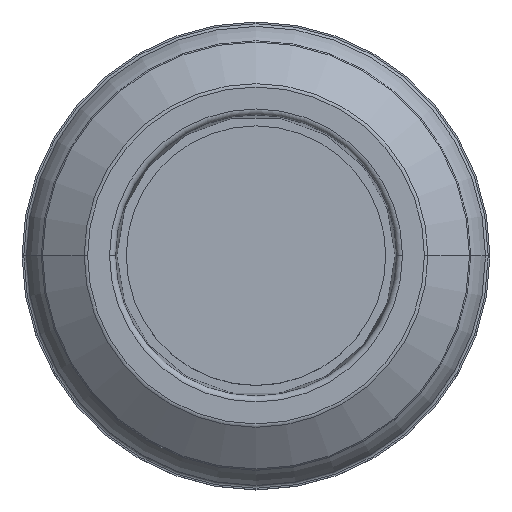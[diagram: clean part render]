
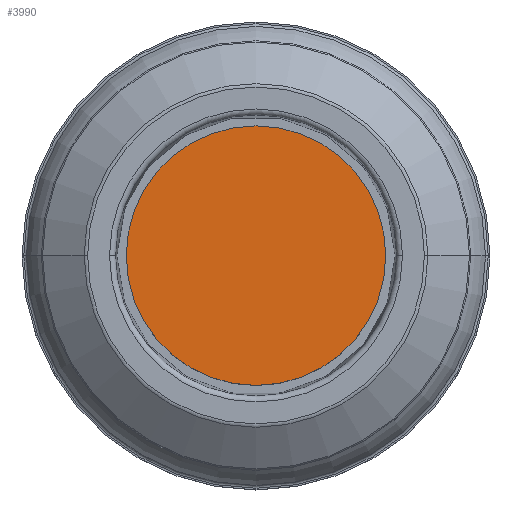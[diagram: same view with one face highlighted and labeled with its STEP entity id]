
A CAD part, top view. The second image highlights one B-rep face of the part: STEP entity #3990.
In plain terms, the highlighted planar face has unit normal (0, 0, 1).
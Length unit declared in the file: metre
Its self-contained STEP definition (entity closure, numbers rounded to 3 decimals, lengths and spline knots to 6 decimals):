
#27 = AXIS2_PLACEMENT_3D ( 'NONE', #735, #3189, #1084 ) ;
#235 = AXIS2_PLACEMENT_3D ( 'NONE', #2850, #755, #3212 ) ;
#245 = VERTEX_POINT ( 'NONE', #359 ) ;
#301 = VERTEX_POINT ( 'NONE', #1866 ) ;
#359 = CARTESIAN_POINT ( 'NONE',  ( -0.004383, 0., 0. ) ) ;
#605 = DIRECTION ( 'NONE',  ( 0., 0., -1. ) ) ;
#735 = CARTESIAN_POINT ( 'NONE',  ( 0., 0.005455, 0. ) ) ;
#743 = ORIENTED_EDGE ( 'NONE', *, *, #2267, .F. ) ;
#755 = DIRECTION ( 'NONE',  ( 0., 0., -1. ) ) ;
#1036 = CIRCLE ( 'NONE', #235, 0.004383 ) ;
#1084 = DIRECTION ( 'NONE',  ( -1., 0., 0. ) ) ;
#1153 = CIRCLE ( 'NONE', #1508, 0.004383 ) ;
#1328 = ORIENTED_EDGE ( 'NONE', *, *, #1494, .F. ) ;
#1494 = EDGE_CURVE ( 'NONE', #301, #245, #1036, .T. ) ;
#1508 = AXIS2_PLACEMENT_3D ( 'NONE', #2706, #605, #3053 ) ;
#1866 = CARTESIAN_POINT ( 'NONE',  ( 0.004383, 0., 0. ) ) ;
#2267 = EDGE_CURVE ( 'NONE', #245, #301, #1153, .T. ) ;
#2706 = CARTESIAN_POINT ( 'NONE',  ( 0., 0., 0. ) ) ;
#2850 = CARTESIAN_POINT ( 'NONE',  ( 0., 0., 0. ) ) ;
#3053 = DIRECTION ( 'NONE',  ( -1., 0., 0. ) ) ;
#3189 = DIRECTION ( 'NONE',  ( 0., 0., -1. ) ) ;
#3212 = DIRECTION ( 'NONE',  ( -1., 0., 0. ) ) ;
#3252 = FACE_OUTER_BOUND ( 'NONE', #4389, .T. ) ;
#3529 = PLANE ( 'NONE',  #27 ) ;
#3990 = ADVANCED_FACE ( 'NONE', ( #3252 ), #3529, .F. ) ;
#4389 = EDGE_LOOP ( 'NONE', ( #1328, #743 ) ) ;
